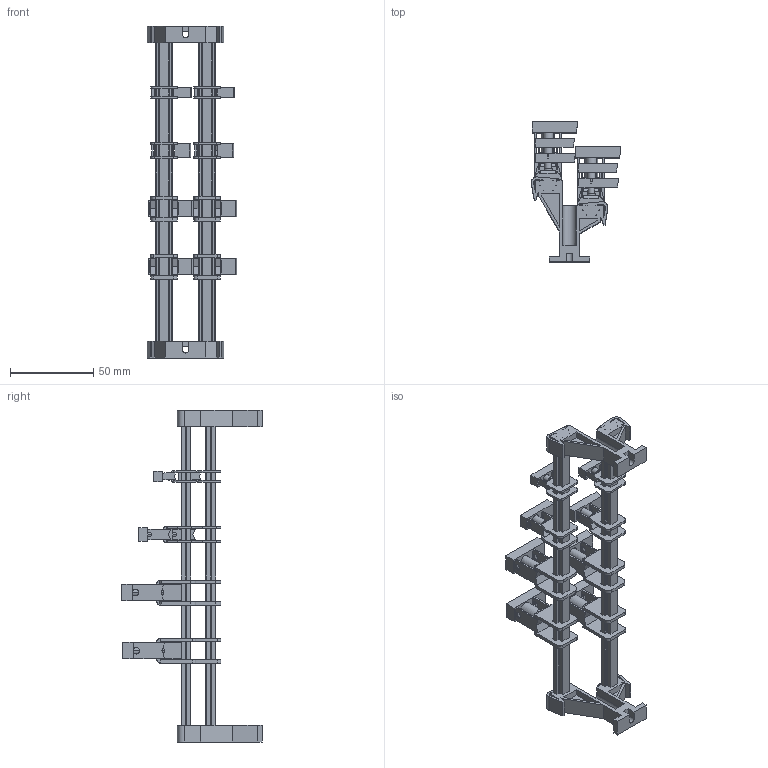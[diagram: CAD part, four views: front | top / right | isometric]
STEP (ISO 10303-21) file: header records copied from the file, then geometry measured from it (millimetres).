
FILE_DESCRIPTION((''),'2;1');
FILE_NAME('UP3-125M_3P_ASM','2024-06-17T',('dell'),(''),'PRO/ENGINEER BY PARAMETRIC TECHNOLOGY CORPORATION, 2013230','PRO/ENGINEER BY PARAMETRIC TECHNOLOGY CORPORATION, 2013230','');
FILE_SCHEMA(('AUTOMOTIVE_DESIGN { 1 0 10303 214 1 1 1 1 }'));
Length unit declared in the file: millimetre
Products named in the file (1): UP3-125M_3P_ASM
Bounding box: 53.91 x 84.75 x 200 mm (x, y, z)
Volume: 53874.9 mm3; surface area: 52686.6 mm2
Topology: 7 solids, 7 shells, 1274 faces, 3734 edges, 2444 vertices
Faces by surface type: plane 954, cylinder 284, cone 32, torus 4
Entity records: 42547 total; most frequent: CARTESIAN_POINT 7884, ORIENTED_EDGE 7468, DIRECTION 6826, EDGE_CURVE 3734, VECTOR 2958, LINE 2958, VERTEX_POINT 2444, AXIS2_PLACEMENT_3D 1934
